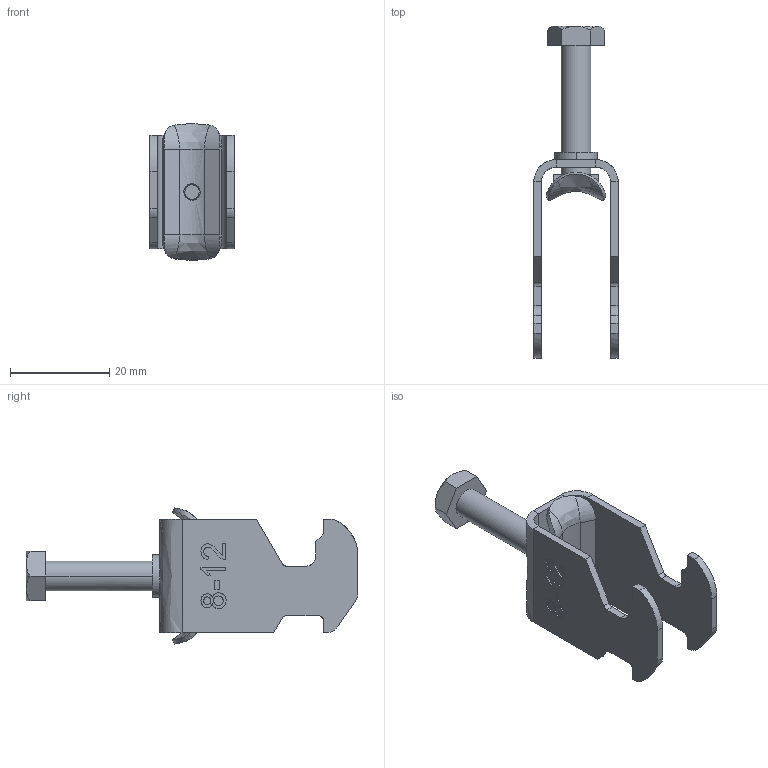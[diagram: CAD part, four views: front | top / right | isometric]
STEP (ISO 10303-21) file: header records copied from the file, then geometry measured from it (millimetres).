
FILE_DESCRIPTION(/* description */ (''),/* implementation_level */ '2;1');
FILE_NAME(/* name */ '1156004',/* time_stamp */ '2015-11-18T16:47:31+01:00',/* author */ (''),/* organization */ (''),/* preprocessor_version */ 'ST-DEVELOPER v15',/* originating_system */ '',/* authorisation */ '');
FILE_SCHEMA (('CONFIG_CONTROL_DESIGN'));
Length unit declared in the file: millimetre
Products named in the file (2): Document; Block 01
Assembly tree (1 placements, depth 2):
  Document
    Block 01
Bounding box: 17 x 67 x 27.5 mm (x, y, z)
Volume: 4397.8 mm3; surface area: 5749.8 mm2
Topology: 3 solids, 3 shells, 179 faces, 458 edges, 294 vertices
Faces by surface type: plane 92, bspline 87
Entity records: 8354 total; most frequent: CARTESIAN_POINT 5272, ORIENTED_EDGE 916, EDGE_CURVE 458, B_SPLINE_CURVE_WITH_KNOTS 345, VERTEX_POINT 294, EDGE_LOOP 192, ADVANCED_FACE 179, FACE_OUTER_BOUND 179
